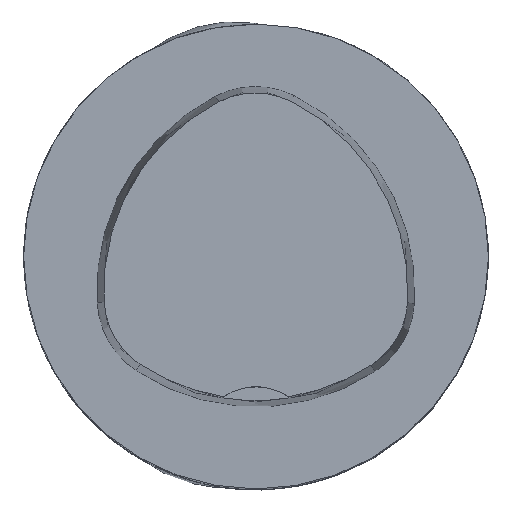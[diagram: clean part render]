
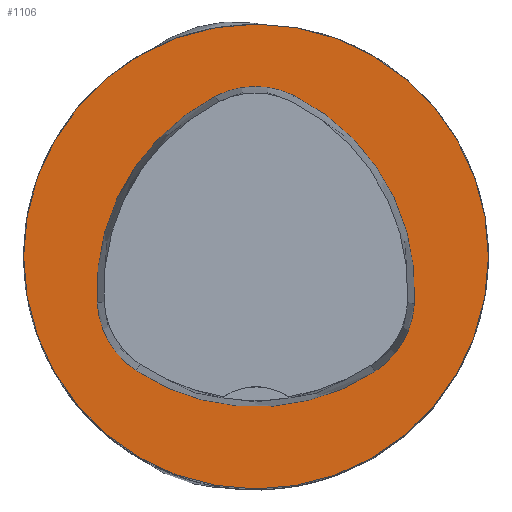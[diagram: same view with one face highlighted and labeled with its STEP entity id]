
A CAD part, top view. The second image highlights one B-rep face of the part: STEP entity #1106.
In plain terms, the highlighted planar face has unit normal (0, 0, 1).
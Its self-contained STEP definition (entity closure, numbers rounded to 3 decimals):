
#379=PLANE('',#7210);
#742=FACE_BOUND('',#1875,.T.);
#743=FACE_BOUND('',#1876,.T.);
#1106=ADVANCED_FACE('',(#742,#743),#379,.T.);
#1875=EDGE_LOOP('',(#4786,#4787,#4788,#4789,#4790,#4791));
#1876=EDGE_LOOP('',(#4792));
#4786=ORIENTED_EDGE('',*,*,#6460,.T.);
#4787=ORIENTED_EDGE('',*,*,#6440,.T.);
#4788=ORIENTED_EDGE('',*,*,#6444,.T.);
#4789=ORIENTED_EDGE('',*,*,#6447,.T.);
#4790=ORIENTED_EDGE('',*,*,#6450,.T.);
#4791=ORIENTED_EDGE('',*,*,#6458,.T.);
#4792=ORIENTED_EDGE('',*,*,#5569,.F.);
#4910=VERTEX_POINT('',#9254);
#5487=VERTEX_POINT('',#11858);
#5488=VERTEX_POINT('',#11859);
#5491=VERTEX_POINT('',#11867);
#5493=VERTEX_POINT('',#11873);
#5495=VERTEX_POINT('',#11879);
#5502=VERTEX_POINT('',#11900);
#5569=EDGE_CURVE('',#4910,#4910,#6498,.T.);
#6440=EDGE_CURVE('',#5487,#5488,#6632,.T.);
#6444=EDGE_CURVE('',#5488,#5491,#6634,.T.);
#6447=EDGE_CURVE('',#5491,#5493,#6636,.T.);
#6450=EDGE_CURVE('',#5493,#5495,#6638,.T.);
#6458=EDGE_CURVE('',#5495,#5502,#6642,.T.);
#6460=EDGE_CURVE('',#5502,#5487,#6644,.T.);
#6498=CIRCLE('',#6727,16.);
#6632=CIRCLE('',#7187,15.);
#6634=CIRCLE('',#7190,6.);
#6636=CIRCLE('',#7193,15.);
#6638=CIRCLE('',#7196,6.);
#6642=CIRCLE('',#7201,15.);
#6644=CIRCLE('',#7204,6.);
#6727=AXIS2_PLACEMENT_3D('',#9253,#7350,#7351);
#7187=AXIS2_PLACEMENT_3D('',#11857,#8737,#8738);
#7190=AXIS2_PLACEMENT_3D('',#11866,#8745,#8746);
#7193=AXIS2_PLACEMENT_3D('',#11872,#8752,#8753);
#7196=AXIS2_PLACEMENT_3D('',#11878,#8759,#8760);
#7201=AXIS2_PLACEMENT_3D('',#11901,#8771,#8772);
#7204=AXIS2_PLACEMENT_3D('',#11904,#8777,#8778);
#7210=AXIS2_PLACEMENT_3D('',#11910,#8789,#8790);
#7350=DIRECTION('',(0.,0.,-1.));
#7351=DIRECTION('',(-1.,0.,0.));
#8737=DIRECTION('',(0.,0.,-1.));
#8738=DIRECTION('',(-1.,0.,0.));
#8745=DIRECTION('',(0.,0.,-1.));
#8746=DIRECTION('',(-1.,0.,0.));
#8752=DIRECTION('',(0.,0.,-1.));
#8753=DIRECTION('',(-1.,0.,0.));
#8759=DIRECTION('',(0.,0.,-1.));
#8760=DIRECTION('',(-1.,0.,0.));
#8771=DIRECTION('',(0.,0.,-1.));
#8772=DIRECTION('',(-1.,0.,0.));
#8777=DIRECTION('',(0.,0.,-1.));
#8778=DIRECTION('',(-1.,0.,0.));
#8789=DIRECTION('',(0.,0.,1.));
#8790=DIRECTION('',(1.,0.,0.));
#9253=CARTESIAN_POINT('',(0.,0.,0.));
#9254=CARTESIAN_POINT('',(-16.,0.,0.));
#11857=CARTESIAN_POINT('',(4.048,-2.316,0.));
#11858=CARTESIAN_POINT('',(-10.926,-3.206,0.));
#11859=CARTESIAN_POINT('',(-2.774,11.043,0.));
#11866=CARTESIAN_POINT('',(-0.045,5.7,0.));
#11867=CARTESIAN_POINT('',(2.638,11.066,0.));
#11872=CARTESIAN_POINT('',(-4.07,-2.35,0.));
#11873=CARTESIAN_POINT('',(10.903,-3.249,0.));
#11878=CARTESIAN_POINT('',(4.914,-2.889,0.));
#11879=CARTESIAN_POINT('',(8.177,-7.924,0.));
#11900=CARTESIAN_POINT('',(-8.24,-7.859,0.));
#11901=CARTESIAN_POINT('',(0.019,4.663,0.));
#11904=CARTESIAN_POINT('',(-4.936,-2.85,0.));
#11910=CARTESIAN_POINT('',(0.,0.,0.));
